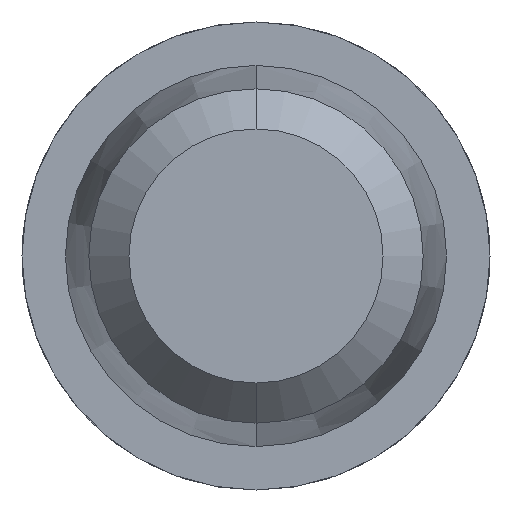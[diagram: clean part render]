
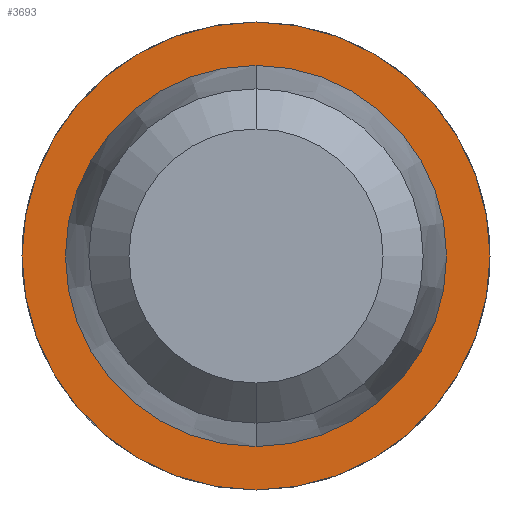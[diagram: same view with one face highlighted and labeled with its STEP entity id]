
A CAD part, front view. The second image highlights one B-rep face of the part: STEP entity #3693.
In plain terms, the highlighted planar face has unit normal (0, -1, 0).
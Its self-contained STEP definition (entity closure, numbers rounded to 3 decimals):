
#9 = ORIENTED_EDGE ( 'NONE', *, *, #1873, .F. ) ;
#30 = CARTESIAN_POINT ( 'NONE',  ( 0., 26., -0.7 ) ) ;
#324 = CIRCLE ( 'NONE', #4686, 0.57 ) ;
#537 = ORIENTED_EDGE ( 'NONE', *, *, #4257, .T. ) ;
#698 = CARTESIAN_POINT ( 'NONE',  ( 0., 26., 0.57 ) ) ;
#885 = CARTESIAN_POINT ( 'NONE',  ( 0., 26., 0.7 ) ) ;
#1002 = EDGE_LOOP ( 'NONE', ( #4416, #9 ) ) ;
#1074 = CARTESIAN_POINT ( 'NONE',  ( 0., 26., -0.57 ) ) ;
#1107 = DIRECTION ( 'NONE',  ( 0., -1., 0. ) ) ;
#1413 = VERTEX_POINT ( 'NONE', #698 ) ;
#1477 = CARTESIAN_POINT ( 'NONE',  ( 0., 26., 0. ) ) ;
#1510 = AXIS2_PLACEMENT_3D ( 'NONE', #3396, #1107, #4106 ) ;
#1767 = DIRECTION ( 'NONE',  ( 0., 0., -1. ) ) ;
#1832 = CIRCLE ( 'NONE', #3014, 0.57 ) ;
#1873 = EDGE_CURVE ( 'Defeature ausgef�hrt2_39+Defeature ausgef�hrt2_40+Defeature ausgef�hrt2_40+Defeature ausgef�hrt2_40', #2114, #1413, #1832, .T. ) ;
#1880 = CARTESIAN_POINT ( 'NONE',  ( 0.57, 26., 0. ) ) ;
#1915 = FACE_BOUND ( 'NONE', #1002, .T. ) ;
#2114 = VERTEX_POINT ( 'NONE', #1074 ) ;
#2174 = EDGE_CURVE ( 'Defeature ausgef�hrt2_40+Defeature ausgef�hrt2_41+Defeature ausgef�hrt2_41+Defeature ausgef�hrt2_41', #4595, #3848, #3213, .T. ) ;
#2549 = DIRECTION ( 'NONE',  ( 0., -1., 0. ) ) ;
#2649 = PLANE ( 'NONE',  #3570 ) ;
#2690 = ORIENTED_EDGE ( 'NONE', *, *, #2174, .T. ) ;
#2946 = DIRECTION ( 'NONE',  ( 0., 0., -1. ) ) ;
#3014 = AXIS2_PLACEMENT_3D ( 'NONE', #1477, #3772, #3789 ) ;
#3067 = FACE_OUTER_BOUND ( 'NONE', #4829, .T. ) ;
#3106 = EDGE_CURVE ( 'Defeature ausgef�hrt2_39+Defeature ausgef�hrt2_40+Defeature ausgef�hrt2_40+Defeature ausgef�hrt2_40', #1413, #2114, #324, .T. ) ;
#3213 = CIRCLE ( 'NONE', #3851, 0.7 ) ;
#3396 = CARTESIAN_POINT ( 'NONE',  ( 0., 26., 0. ) ) ;
#3477 = CIRCLE ( 'NONE', #1510, 0.7 ) ;
#3570 = AXIS2_PLACEMENT_3D ( 'NONE', #1880, #4897, #4168 ) ;
#3693 = ADVANCED_FACE ( 'Defeature ausgef�hrt2_40', ( #3067, #1915 ), #2649, .T. ) ;
#3772 = DIRECTION ( 'NONE',  ( 0., -1., 0. ) ) ;
#3789 = DIRECTION ( 'NONE',  ( 0., 0., -1. ) ) ;
#3848 = VERTEX_POINT ( 'NONE', #30 ) ;
#3851 = AXIS2_PLACEMENT_3D ( 'NONE', #4838, #2549, #2946 ) ;
#4093 = DIRECTION ( 'NONE',  ( 0., -1., 0. ) ) ;
#4106 = DIRECTION ( 'NONE',  ( 0., 0., -1. ) ) ;
#4168 = DIRECTION ( 'NONE',  ( 0., 0., -1. ) ) ;
#4257 = EDGE_CURVE ( 'Defeature ausgef�hrt2_40+Defeature ausgef�hrt2_41+Defeature ausgef�hrt2_41+Defeature ausgef�hrt2_41', #3848, #4595, #3477, .T. ) ;
#4416 = ORIENTED_EDGE ( 'NONE', *, *, #3106, .F. ) ;
#4439 = CARTESIAN_POINT ( 'NONE',  ( 0., 26., 0. ) ) ;
#4595 = VERTEX_POINT ( 'NONE', #885 ) ;
#4686 = AXIS2_PLACEMENT_3D ( 'NONE', #4439, #4093, #1767 ) ;
#4829 = EDGE_LOOP ( 'NONE', ( #537, #2690 ) ) ;
#4838 = CARTESIAN_POINT ( 'NONE',  ( 0., 26., 0. ) ) ;
#4897 = DIRECTION ( 'NONE',  ( 0., -1., 0. ) ) ;
